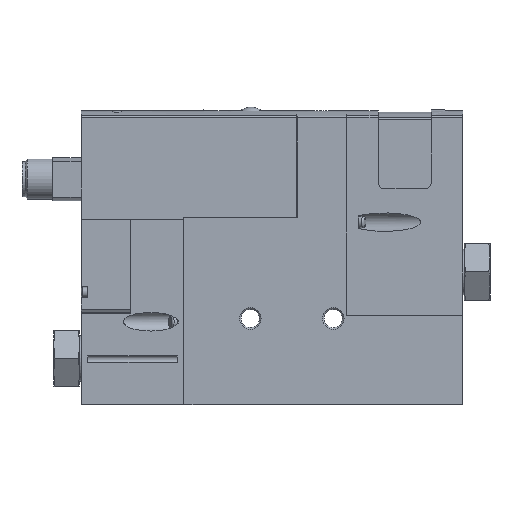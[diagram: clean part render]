
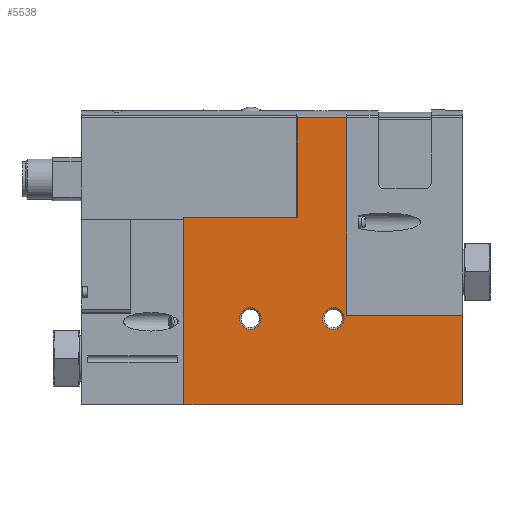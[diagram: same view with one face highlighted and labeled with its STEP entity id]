
A CAD part, top view. The second image highlights one B-rep face of the part: STEP entity #5538.
In plain terms, the highlighted planar face has unit normal (0, 0, 1).
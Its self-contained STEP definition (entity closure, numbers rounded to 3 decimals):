
#310=CIRCLE('',#5926,3.25);
#311=CIRCLE('',#5927,3.25);
#896=ORIENTED_EDGE('',*,*,#1753,.T.);
#897=ORIENTED_EDGE('',*,*,#1754,.T.);
#898=ORIENTED_EDGE('',*,*,#1749,.T.);
#899=ORIENTED_EDGE('',*,*,#1727,.T.);
#900=ORIENTED_EDGE('',*,*,#1552,.T.);
#901=ORIENTED_EDGE('',*,*,#1661,.T.);
#902=ORIENTED_EDGE('',*,*,#1735,.T.);
#903=ORIENTED_EDGE('',*,*,#1744,.T.);
#904=ORIENTED_EDGE('',*,*,#1746,.T.);
#905=ORIENTED_EDGE('',*,*,#1755,.T.);
#1552=EDGE_CURVE('',#2054,#2053,#2413,.T.);
#1661=EDGE_CURVE('',#2053,#2142,#2499,.T.);
#1727=EDGE_CURVE('',#2185,#2054,#2537,.T.);
#1735=EDGE_CURVE('',#2142,#2189,#2542,.T.);
#1744=EDGE_CURVE('',#2189,#2195,#2550,.T.);
#1746=EDGE_CURVE('',#2195,#2196,#2551,.T.);
#1749=EDGE_CURVE('',#2198,#2185,#2553,.T.);
#1753=EDGE_CURVE('',#2200,#2200,#310,.T.);
#1754=EDGE_CURVE('',#2201,#2201,#311,.T.);
#1755=EDGE_CURVE('',#2196,#2198,#2555,.T.);
#2053=VERTEX_POINT('',#7750);
#2054=VERTEX_POINT('',#7752);
#2142=VERTEX_POINT('',#7961);
#2185=VERTEX_POINT('',#8126);
#2189=VERTEX_POINT('',#8138);
#2195=VERTEX_POINT('',#8154);
#2196=VERTEX_POINT('',#8158);
#2198=VERTEX_POINT('',#8165);
#2200=VERTEX_POINT('',#8172);
#2201=VERTEX_POINT('',#8174);
#2413=LINE('',#7751,#2645);
#2499=LINE('',#7962,#2731);
#2537=LINE('',#8125,#2769);
#2542=LINE('',#8139,#2774);
#2550=LINE('',#8155,#2782);
#2551=LINE('',#8159,#2783);
#2553=LINE('',#8164,#2785);
#2555=LINE('',#8175,#2787);
#2645=VECTOR('',#6408,1000.);
#2731=VECTOR('',#6566,1000.);
#2769=VECTOR('',#6770,1000.);
#2774=VECTOR('',#6783,1000.);
#2782=VECTOR('',#6795,1000.);
#2783=VECTOR('',#6800,1000.);
#2785=VECTOR('',#6806,1000.);
#2787=VECTOR('',#6818,1000.);
#2973=EDGE_LOOP('',(#896));
#2974=EDGE_LOOP('',(#897));
#2975=EDGE_LOOP('',(#898,#899,#900,#901,#902,#903,#904,#905));
#3421=FACE_BOUND('',#2973,.T.);
#3422=FACE_BOUND('',#2974,.T.);
#3423=FACE_BOUND('',#2975,.T.);
#3793=PLANE('',#5925);
#5538=ADVANCED_FACE('',(#3421,#3422,#3423),#3793,.T.);
#5925=AXIS2_PLACEMENT_3D('',#8170,#6812,#6813);
#5926=AXIS2_PLACEMENT_3D('',#8171,#6814,#6815);
#5927=AXIS2_PLACEMENT_3D('',#8173,#6816,#6817);
#6408=DIRECTION('',(0.,-1.,0.));
#6566=DIRECTION('',(1.,0.,0.));
#6770=DIRECTION('',(-1.,0.,0.));
#6783=DIRECTION('',(0.,1.,0.));
#6795=DIRECTION('',(-1.,0.,0.));
#6800=DIRECTION('',(0.,1.,0.));
#6806=DIRECTION('',(0.,-1.,0.));
#6812=DIRECTION('',(0.,0.,1.));
#6813=DIRECTION('',(1.,0.,0.));
#6814=DIRECTION('',(0.,0.,-1.));
#6815=DIRECTION('',(-1.,0.,0.));
#6816=DIRECTION('',(0.,0.,-1.));
#6817=DIRECTION('',(-1.,0.,0.));
#6818=DIRECTION('',(-1.,0.,0.));
#7750=CARTESIAN_POINT('',(31.,0.,10.25));
#7751=CARTESIAN_POINT('',(31.,56.4,10.25));
#7752=CARTESIAN_POINT('',(31.,56.4,10.25));
#7961=CARTESIAN_POINT('',(115.,0.,10.25));
#7962=CARTESIAN_POINT('',(31.,0.,10.25));
#8125=CARTESIAN_POINT('',(65.1,56.4,10.25));
#8126=CARTESIAN_POINT('',(65.1,56.4,10.25));
#8138=CARTESIAN_POINT('',(115.,27.,10.25));
#8139=CARTESIAN_POINT('',(115.,0.,10.25));
#8154=CARTESIAN_POINT('',(79.999,27.,10.25));
#8155=CARTESIAN_POINT('',(115.,27.,10.25));
#8158=CARTESIAN_POINT('',(79.999,86.442,10.25));
#8159=CARTESIAN_POINT('',(79.999,27.,10.25));
#8164=CARTESIAN_POINT('',(65.1,90.,10.25));
#8165=CARTESIAN_POINT('',(65.1,86.442,10.25));
#8170=CARTESIAN_POINT('',(0.,0.,10.25));
#8171=CARTESIAN_POINT('',(76.,26.,10.25));
#8172=CARTESIAN_POINT('',(72.75,26.,10.25));
#8173=CARTESIAN_POINT('',(51.,26.,10.25));
#8174=CARTESIAN_POINT('',(47.75,26.,10.25));
#8175=CARTESIAN_POINT('',(80.,86.442,10.25));
